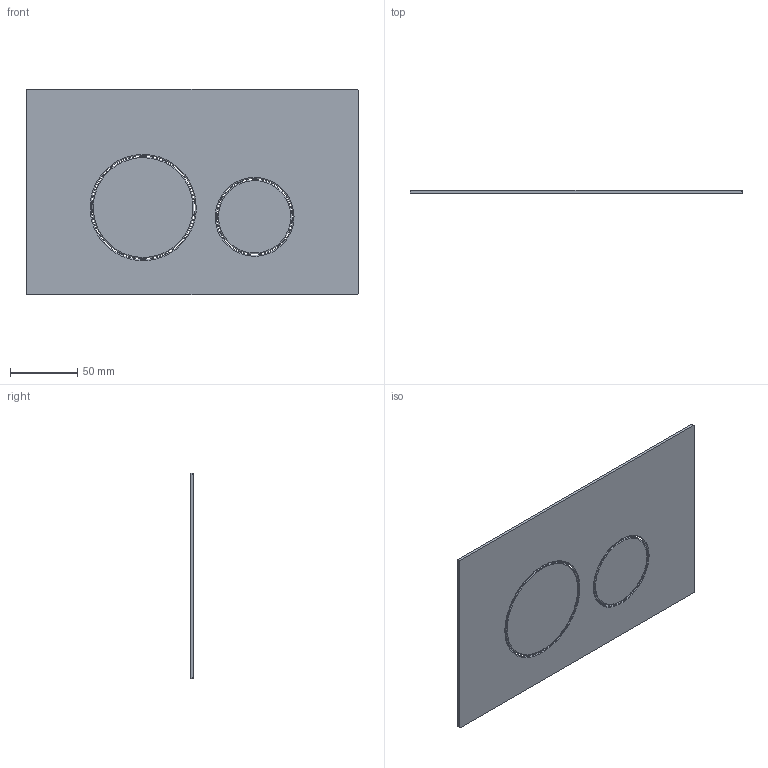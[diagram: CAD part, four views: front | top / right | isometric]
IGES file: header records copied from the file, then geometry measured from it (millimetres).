
Global section: file name: 115628; native system: Autodesk Inventor 2023; preprocessor: unknown; author: JANAN; date: 20240424.134211; units: millimetre
Bounding box: 246 x 2 x 152 mm (x, y, z)
Volume: 73868.5 mm3; surface area: 77009.9 mm2
Topology: 3 solids, 3 shells, 22 faces, 44 edges, 28 vertices
Faces by surface type: bspline 22
